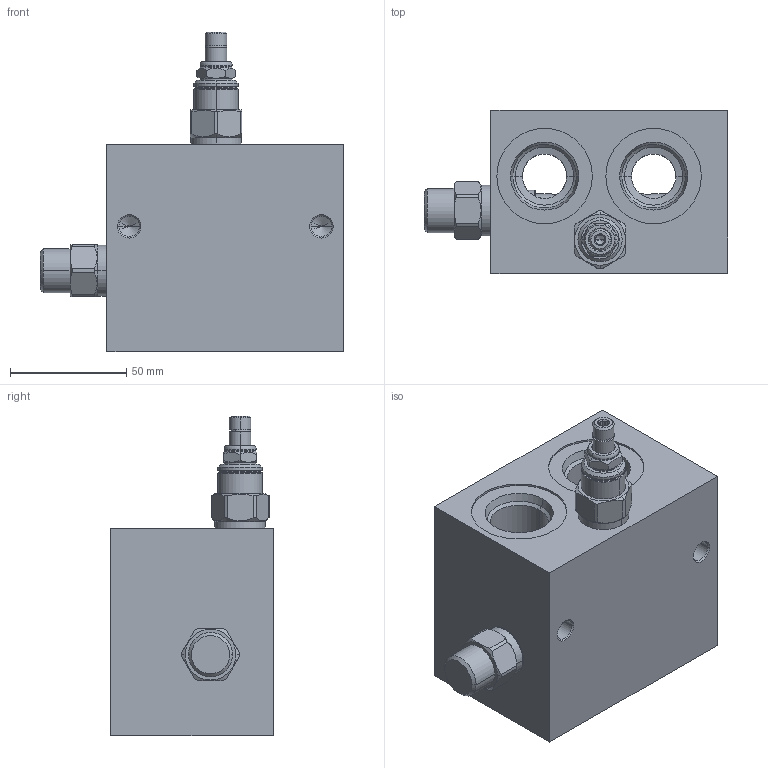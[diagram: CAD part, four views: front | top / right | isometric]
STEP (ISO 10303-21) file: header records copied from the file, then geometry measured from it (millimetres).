
FILE_DESCRIPTION((''),'2;1');
FILE_NAME('XRDCLANHL_ASM','2024-01-11T',('ProEService'),(''),'PRO/ENGINEER BY PARAMETRIC TECHNOLOGY CORPORATION, 2014200','PRO/ENGINEER BY PARAMETRIC TECHNOLOGY CORPORATION, 2014200','');
FILE_SCHEMA(('CONFIG_CONTROL_DESIGN'));
Length unit declared in the file: inch
Products named in the file (4): 152-603-001; RPECLAN; DSCHXHN; XRDCLANHL_ASM
Assembly tree (3 placements, depth 2):
  XRDCLANHL_ASM
    152-603-001
    RPECLAN
    DSCHXHN
Bounding box: 130.18 x 69.85 x 137.41 mm (x, y, z)
Volume: 546859.5 mm3; surface area: 91094.6 mm2
Topology: 9 solids, 11 shells, 831 faces, 2164 edges, 1549 vertices
Faces by surface type: cylinder 366, cone 172, plane 146, torus 125, revolution 22
Entity records: 30419 total; most frequent: CARTESIAN_POINT 9840, DIRECTION 4573, ORIENTED_EDGE 3686, EDGE_CURVE 1843, AXIS2_PLACEMENT_3D 1824, VERTEX_POINT 1119, CIRCLE 1000, EDGE_LOOP 992
